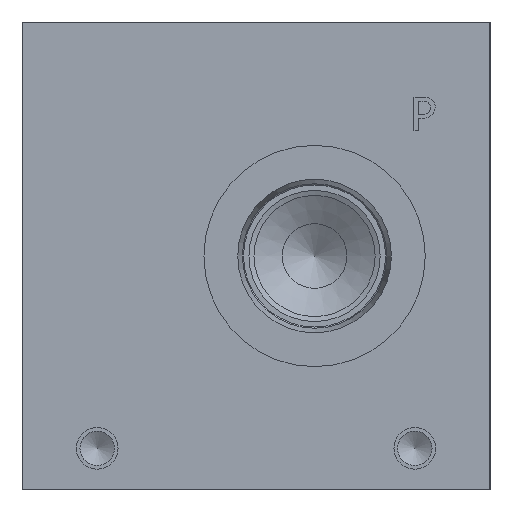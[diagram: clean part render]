
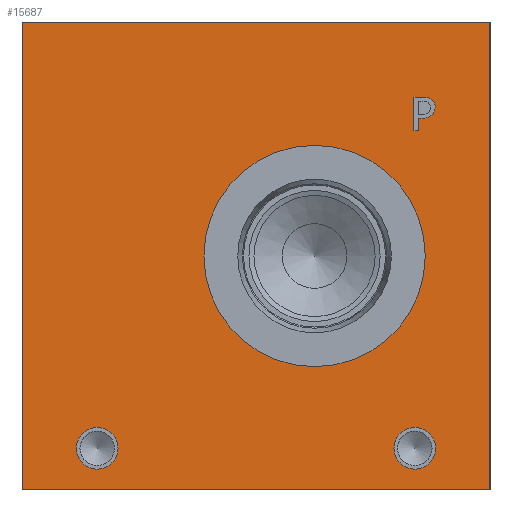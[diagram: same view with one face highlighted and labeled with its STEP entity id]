
A CAD part, left-side view. The second image highlights one B-rep face of the part: STEP entity #15687.
In plain terms, the highlighted planar face has unit normal (-1, 0, 0).
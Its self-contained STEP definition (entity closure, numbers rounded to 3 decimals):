
#249=CIRCLE('',#16352,21.019);
#250=CIRCLE('',#16353,21.019);
#251=CIRCLE('',#16354,3.962);
#252=CIRCLE('',#16355,3.962);
#253=CIRCLE('',#16356,3.962);
#254=CIRCLE('',#16357,3.962);
#751=FACE_BOUND('',#2884,.T.);
#752=FACE_BOUND('',#2885,.T.);
#753=FACE_BOUND('',#2886,.T.);
#754=FACE_BOUND('',#2887,.T.);
#1225=B_SPLINE_CURVE_WITH_KNOTS('',2,(#26241,#26242,#26243,#26244),
 .UNSPECIFIED.,.F.,.F.,(3,1,3),(0.,1.,2.),.UNSPECIFIED.);
#1227=B_SPLINE_CURVE_WITH_KNOTS('',2,(#26262,#26263,#26264,#26265),
 .UNSPECIFIED.,.F.,.F.,(3,1,3),(0.,1.,2.),.UNSPECIFIED.);
#1229=B_SPLINE_CURVE_WITH_KNOTS('',2,(#26311,#26312,#26313,#26314),
 .UNSPECIFIED.,.F.,.F.,(3,1,3),(0.,1.,2.),.UNSPECIFIED.);
#1231=B_SPLINE_CURVE_WITH_KNOTS('',2,(#26329,#26330,#26331,#26332),
 .UNSPECIFIED.,.F.,.F.,(3,1,3),(0.,1.,2.),.UNSPECIFIED.);
#1995=FACE_OUTER_BOUND('',#2883,.T.);
#2883=EDGE_LOOP('',(#12771,#12772,#12773,#12774));
#2884=EDGE_LOOP('',(#12775,#12776));
#2885=EDGE_LOOP('',(#12777,#12778));
#2886=EDGE_LOOP('',(#12779,#12780));
#2887=EDGE_LOOP('',(#12781,#12782,#12783,#12784,#12785,#12786,#12787,#12788,
#12789));
#3558=LINE('',#23170,#4920);
#4356=LINE('',#26274,#5718);
#4359=LINE('',#26280,#5721);
#4362=LINE('',#26286,#5724);
#4365=LINE('',#26292,#5727);
#4368=LINE('',#26298,#5730);
#4372=LINE('',#26340,#5734);
#4373=LINE('',#26342,#5735);
#4374=LINE('',#26343,#5736);
#4920=VECTOR('',#17546,10.);
#5718=VECTOR('',#18938,10.);
#5721=VECTOR('',#18943,10.);
#5724=VECTOR('',#18948,10.);
#5727=VECTOR('',#18953,10.);
#5730=VECTOR('',#18958,10.);
#5734=VECTOR('',#18966,10.);
#5735=VECTOR('',#18967,10.);
#5736=VECTOR('',#18968,10.);
#6322=VERTEX_POINT('',#23163);
#6325=VERTEX_POINT('',#23168);
#6984=VERTEX_POINT('',#26239);
#6985=VERTEX_POINT('',#26240);
#6988=VERTEX_POINT('',#26261);
#6990=VERTEX_POINT('',#26273);
#6992=VERTEX_POINT('',#26279);
#6994=VERTEX_POINT('',#26285);
#6996=VERTEX_POINT('',#26291);
#6998=VERTEX_POINT('',#26297);
#7000=VERTEX_POINT('',#26310);
#7002=VERTEX_POINT('',#26339);
#7003=VERTEX_POINT('',#26341);
#7004=VERTEX_POINT('',#26344);
#7005=VERTEX_POINT('',#26345);
#7006=VERTEX_POINT('',#26348);
#7007=VERTEX_POINT('',#26349);
#7008=VERTEX_POINT('',#26352);
#7009=VERTEX_POINT('',#26353);
#8047=EDGE_CURVE('',#6322,#6325,#3558,.T.);
#9026=EDGE_CURVE('',#6984,#6985,#1225,.T.);
#9030=EDGE_CURVE('',#6988,#6984,#1227,.T.);
#9033=EDGE_CURVE('',#6990,#6988,#4356,.T.);
#9036=EDGE_CURVE('',#6992,#6990,#4359,.T.);
#9039=EDGE_CURVE('',#6994,#6992,#4362,.T.);
#9042=EDGE_CURVE('',#6996,#6994,#4365,.T.);
#9045=EDGE_CURVE('',#6998,#6996,#4368,.T.);
#9048=EDGE_CURVE('',#7000,#6998,#1229,.T.);
#9051=EDGE_CURVE('',#6985,#7000,#1231,.T.);
#9053=EDGE_CURVE('',#7002,#6322,#4372,.T.);
#9054=EDGE_CURVE('',#7003,#6325,#4373,.T.);
#9055=EDGE_CURVE('',#7002,#7003,#4374,.T.);
#9056=EDGE_CURVE('',#7004,#7005,#249,.T.);
#9057=EDGE_CURVE('',#7005,#7004,#250,.T.);
#9058=EDGE_CURVE('',#7006,#7007,#251,.T.);
#9059=EDGE_CURVE('',#7007,#7006,#252,.T.);
#9060=EDGE_CURVE('',#7008,#7009,#253,.T.);
#9061=EDGE_CURVE('',#7009,#7008,#254,.T.);
#12771=ORIENTED_EDGE('',*,*,#9053,.T.);
#12772=ORIENTED_EDGE('',*,*,#8047,.T.);
#12773=ORIENTED_EDGE('',*,*,#9054,.F.);
#12774=ORIENTED_EDGE('',*,*,#9055,.F.);
#12775=ORIENTED_EDGE('',*,*,#9056,.T.);
#12776=ORIENTED_EDGE('',*,*,#9057,.T.);
#12777=ORIENTED_EDGE('',*,*,#9058,.T.);
#12778=ORIENTED_EDGE('',*,*,#9059,.T.);
#12779=ORIENTED_EDGE('',*,*,#9060,.T.);
#12780=ORIENTED_EDGE('',*,*,#9061,.T.);
#12781=ORIENTED_EDGE('',*,*,#9026,.T.);
#12782=ORIENTED_EDGE('',*,*,#9051,.T.);
#12783=ORIENTED_EDGE('',*,*,#9048,.T.);
#12784=ORIENTED_EDGE('',*,*,#9045,.T.);
#12785=ORIENTED_EDGE('',*,*,#9042,.T.);
#12786=ORIENTED_EDGE('',*,*,#9039,.T.);
#12787=ORIENTED_EDGE('',*,*,#9036,.T.);
#12788=ORIENTED_EDGE('',*,*,#9033,.T.);
#12789=ORIENTED_EDGE('',*,*,#9030,.T.);
#14532=PLANE('',#16351);
#15687=ADVANCED_FACE('',(#1995,#751,#752,#753,#754),#14532,.T.);
#16351=AXIS2_PLACEMENT_3D('',#26338,#18964,#18965);
#16352=AXIS2_PLACEMENT_3D('',#26346,#18969,#18970);
#16353=AXIS2_PLACEMENT_3D('',#26347,#18971,#18972);
#16354=AXIS2_PLACEMENT_3D('',#26350,#18973,#18974);
#16355=AXIS2_PLACEMENT_3D('',#26351,#18975,#18976);
#16356=AXIS2_PLACEMENT_3D('',#26354,#18977,#18978);
#16357=AXIS2_PLACEMENT_3D('',#26355,#18979,#18980);
#17546=DIRECTION('',(0.,0.,1.));
#18938=DIRECTION('',(0.,-1.,0.));
#18943=DIRECTION('',(0.,0.,1.));
#18948=DIRECTION('',(0.,1.,0.));
#18953=DIRECTION('',(0.,0.,-1.));
#18958=DIRECTION('',(0.,1.,0.));
#18964=DIRECTION('center_axis',(-1.,0.,0.));
#18965=DIRECTION('ref_axis',(0.,-1.,0.));
#18966=DIRECTION('',(0.,-1.,0.));
#18967=DIRECTION('',(0.,-1.,0.));
#18968=DIRECTION('',(0.,0.,1.));
#18969=DIRECTION('center_axis',(1.,0.,0.));
#18970=DIRECTION('ref_axis',(0.,0.,1.));
#18971=DIRECTION('center_axis',(1.,0.,0.));
#18972=DIRECTION('ref_axis',(0.,0.,1.));
#18973=DIRECTION('center_axis',(1.,0.,0.));
#18974=DIRECTION('ref_axis',(0.,1.,0.));
#18975=DIRECTION('center_axis',(1.,0.,0.));
#18976=DIRECTION('ref_axis',(0.,1.,0.));
#18977=DIRECTION('center_axis',(1.,0.,0.));
#18978=DIRECTION('ref_axis',(0.,1.,0.));
#18979=DIRECTION('center_axis',(1.,0.,0.));
#18980=DIRECTION('ref_axis',(0.,1.,0.));
#23163=CARTESIAN_POINT('',(0.,0.,0.));
#23168=CARTESIAN_POINT('',(0.,0.,88.9));
#23170=CARTESIAN_POINT('',(0.,0.,0.));
#26239=CARTESIAN_POINT('',(0.,11.181,74.216));
#26240=CARTESIAN_POINT('',(0.,10.424,72.698));
#26241=CARTESIAN_POINT('Ctrl Pts',(0.,11.181,74.216));
#26242=CARTESIAN_POINT('Ctrl Pts',(0.,10.826,73.974));
#26243=CARTESIAN_POINT('Ctrl Pts',(0.,10.424,73.228));
#26244=CARTESIAN_POINT('Ctrl Pts',(0.,10.424,72.698));
#26261=CARTESIAN_POINT('',(0.,12.843,74.612));
#26262=CARTESIAN_POINT('Ctrl Pts',(0.,12.843,74.612));
#26263=CARTESIAN_POINT('Ctrl Pts',(0.,12.277,74.612));
#26264=CARTESIAN_POINT('Ctrl Pts',(0.,11.484,74.427));
#26265=CARTESIAN_POINT('Ctrl Pts',(0.,11.181,74.216));
#26273=CARTESIAN_POINT('',(0.,14.438,74.612));
#26274=CARTESIAN_POINT('',(0.,51.669,74.612));
#26279=CARTESIAN_POINT('',(0.,14.438,68.263));
#26280=CARTESIAN_POINT('',(0.,14.438,34.131));
#26285=CARTESIAN_POINT('',(0.,13.594,68.263));
#26286=CARTESIAN_POINT('',(0.,51.247,68.263));
#26291=CARTESIAN_POINT('',(0.,13.594,70.63));
#26292=CARTESIAN_POINT('',(0.,13.594,35.315));
#26297=CARTESIAN_POINT('',(0.,12.879,70.63));
#26298=CARTESIAN_POINT('',(0.,50.889,70.63));
#26310=CARTESIAN_POINT('',(0.,10.98,71.288));
#26311=CARTESIAN_POINT('Ctrl Pts',(0.,10.98,71.288));
#26312=CARTESIAN_POINT('Ctrl Pts',(0.,11.309,70.964));
#26313=CARTESIAN_POINT('Ctrl Pts',(0.,12.2,70.63));
#26314=CARTESIAN_POINT('Ctrl Pts',(0.,12.879,70.63));
#26329=CARTESIAN_POINT('Ctrl Pts',(0.,10.424,72.698));
#26330=CARTESIAN_POINT('Ctrl Pts',(0.,10.424,72.287));
#26331=CARTESIAN_POINT('Ctrl Pts',(0.,10.718,71.546));
#26332=CARTESIAN_POINT('Ctrl Pts',(0.,10.98,71.288));
#26338=CARTESIAN_POINT('Origin',(0.,88.9,0.));
#26339=CARTESIAN_POINT('',(0.,88.9,0.));
#26340=CARTESIAN_POINT('',(0.,88.9,0.));
#26341=CARTESIAN_POINT('',(0.,88.9,88.9));
#26342=CARTESIAN_POINT('',(0.,88.9,88.9));
#26343=CARTESIAN_POINT('',(0.,88.9,0.));
#26344=CARTESIAN_POINT('',(0.,33.325,65.469));
#26345=CARTESIAN_POINT('',(0.,33.325,23.432));
#26346=CARTESIAN_POINT('Origin',(0.,33.325,44.45));
#26347=CARTESIAN_POINT('Origin',(0.,33.325,44.45));
#26348=CARTESIAN_POINT('',(0.,78.588,7.925));
#26349=CARTESIAN_POINT('',(0.,70.663,7.925));
#26350=CARTESIAN_POINT('Origin',(0.,74.625,7.925));
#26351=CARTESIAN_POINT('Origin',(0.,74.625,7.925));
#26352=CARTESIAN_POINT('',(0.,18.237,7.925));
#26353=CARTESIAN_POINT('',(0.,10.312,7.925));
#26354=CARTESIAN_POINT('Origin',(0.,14.275,7.925));
#26355=CARTESIAN_POINT('Origin',(0.,14.275,7.925));
